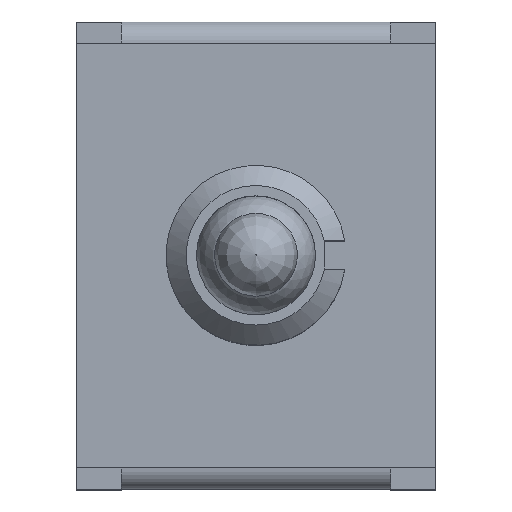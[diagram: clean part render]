
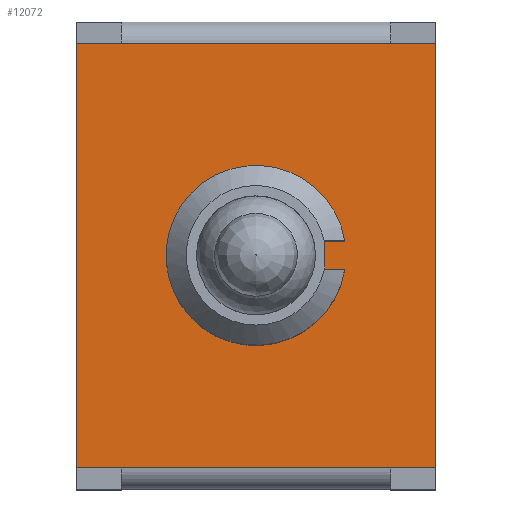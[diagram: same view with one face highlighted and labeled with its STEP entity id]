
A CAD part, top view. The second image highlights one B-rep face of the part: STEP entity #12072.
In plain terms, the highlighted planar face has unit normal (0, 0, 1).
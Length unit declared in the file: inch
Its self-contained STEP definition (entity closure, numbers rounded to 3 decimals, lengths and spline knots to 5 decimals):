
#160=CARTESIAN_POINT('',(0.09542,-0.02008,0.4189));
#161=VERTEX_POINT('',#160);
#162=CARTESIAN_POINT('',(0.12338,-0.02008,0.4189));
#163=VERTEX_POINT('',#162);
#164=CARTESIAN_POINT('',(0.09542,-0.02008,0.4189));
#165=DIRECTION('',(1.0,0.0,0.0));
#166=VECTOR('',#165,0.02795);
#167=LINE('',#164,#166);
#168=EDGE_CURVE('',#161,#163,#167,.T.);
#207=CARTESIAN_POINT('',(0.09542,0.02008,0.4189));
#208=VERTEX_POINT('',#207);
#209=CARTESIAN_POINT('',(0.09542,0.02008,0.4189));
#210=DIRECTION('',(0.0,-1.0,0.0));
#211=VECTOR('',#210,0.04016);
#212=LINE('',#209,#211);
#213=EDGE_CURVE('',#208,#161,#212,.T.);
#349=CARTESIAN_POINT('',(0.12338,0.02008,0.4189));
#350=VERTEX_POINT('',#349);
#351=CARTESIAN_POINT('',(0.12338,0.02008,0.4189));
#352=DIRECTION('',(-1.0,0.0,0.0));
#353=VECTOR('',#352,0.02795);
#354=LINE('',#351,#353);
#355=EDGE_CURVE('',#350,#208,#354,.T.);
#373=CARTESIAN_POINT('',(0.,0.,0.4189));
#374=DIRECTION('',(0.0,0.0,-1.0));
#375=DIRECTION('',(0.987,0.161,0.0));
#376=AXIS2_PLACEMENT_3D('',#373,#374,#375);
#377=CIRCLE('',#376,0.125);
#378=EDGE_CURVE('',#163,#350,#377,.T.);
#10085=CARTESIAN_POINT('',(-0.18701,-0.29508,0.4189));
#10086=VERTEX_POINT('',#10085);
#10165=CARTESIAN_POINT('',(0.18701,-0.29508,0.4189));
#10166=VERTEX_POINT('',#10165);
#10174=CARTESIAN_POINT('',(0.18701,-0.29508,0.4189));
#10175=DIRECTION('',(-1.0,0.0,0.0));
#10176=VECTOR('',#10175,0.37402);
#10177=LINE('',#10174,#10176);
#10178=EDGE_CURVE('',#10166,#10086,#10177,.T.);
#10189=CARTESIAN_POINT('',(-0.18701,0.29508,0.4189));
#10190=VERTEX_POINT('',#10189);
#10198=CARTESIAN_POINT('',(0.18701,0.29508,0.4189));
#10199=VERTEX_POINT('',#10198);
#10200=CARTESIAN_POINT('',(0.18701,0.29508,0.4189));
#10201=DIRECTION('',(-1.0,0.0,0.0));
#10202=VECTOR('',#10201,0.37402);
#10203=LINE('',#10200,#10202);
#10204=EDGE_CURVE('',#10199,#10190,#10203,.T.);
#10493=CARTESIAN_POINT('',(0.25,0.29508,0.4189));
#10494=VERTEX_POINT('',#10493);
#10501=CARTESIAN_POINT('',(0.25,-0.29508,0.4189));
#10502=VERTEX_POINT('',#10501);
#10503=CARTESIAN_POINT('',(0.25,-0.29508,0.4189));
#10504=DIRECTION('',(0.0,1.0,0.0));
#10505=VECTOR('',#10504,0.59016);
#10506=LINE('',#10503,#10505);
#10507=EDGE_CURVE('',#10502,#10494,#10506,.T.);
#10531=CARTESIAN_POINT('',(0.18701,0.29508,0.4189));
#10532=DIRECTION('',(1.0,0.0,0.0));
#10533=VECTOR('',#10532,0.06299);
#10534=LINE('',#10531,#10533);
#10535=EDGE_CURVE('',#10199,#10494,#10534,.T.);
#10546=CARTESIAN_POINT('',(0.18701,-0.29508,0.4189));
#10547=DIRECTION('',(1.0,0.0,0.0));
#10548=VECTOR('',#10547,0.06299);
#10549=LINE('',#10546,#10548);
#10550=EDGE_CURVE('',#10166,#10502,#10549,.T.);
#10567=CARTESIAN_POINT('',(-0.25,0.29508,0.4189));
#10568=VERTEX_POINT('',#10567);
#10569=CARTESIAN_POINT('',(-0.25,-0.29508,0.4189));
#10570=VERTEX_POINT('',#10569);
#10571=CARTESIAN_POINT('',(-0.25,0.29508,0.4189));
#10572=DIRECTION('',(0.0,-1.0,0.0));
#10573=VECTOR('',#10572,0.59016);
#10574=LINE('',#10571,#10573);
#10575=EDGE_CURVE('',#10568,#10570,#10574,.T.);
#10599=CARTESIAN_POINT('',(-0.18701,0.29508,0.4189));
#10600=DIRECTION('',(-1.0,0.0,0.0));
#10601=VECTOR('',#10600,0.06299);
#10602=LINE('',#10599,#10601);
#10603=EDGE_CURVE('',#10190,#10568,#10602,.T.);
#10623=CARTESIAN_POINT('',(-0.18701,-0.29508,0.4189));
#10624=DIRECTION('',(-1.0,0.0,0.0));
#10625=VECTOR('',#10624,0.06299);
#10626=LINE('',#10623,#10625);
#10627=EDGE_CURVE('',#10086,#10570,#10626,.T.);
#12051=CARTESIAN_POINT('',(-0.275,-0.32459,0.4189));
#12052=DIRECTION('',(0.0,0.0,1.0));
#12053=DIRECTION('',(1.0,0.0,0.0));
#12054=AXIS2_PLACEMENT_3D('',#12051,#12052,#12053);
#12055=PLANE('',#12054);
#12056=ORIENTED_EDGE('',*,*,#10178,.F.);
#12057=ORIENTED_EDGE('',*,*,#10550,.T.);
#12058=ORIENTED_EDGE('',*,*,#10507,.T.);
#12059=ORIENTED_EDGE('',*,*,#10535,.F.);
#12060=ORIENTED_EDGE('',*,*,#10204,.T.);
#12061=ORIENTED_EDGE('',*,*,#10603,.T.);
#12062=ORIENTED_EDGE('',*,*,#10575,.T.);
#12063=ORIENTED_EDGE('',*,*,#10627,.F.);
#12064=EDGE_LOOP('',(#12056,#12057,#12058,#12059,#12060,#12061,#12062,#12063));
#12065=FACE_OUTER_BOUND('',#12064,.T.);
#12066=ORIENTED_EDGE('',*,*,#213,.T.);
#12067=ORIENTED_EDGE('',*,*,#168,.T.);
#12068=ORIENTED_EDGE('',*,*,#378,.T.);
#12069=ORIENTED_EDGE('',*,*,#355,.T.);
#12070=EDGE_LOOP('',(#12066,#12067,#12068,#12069));
#12071=FACE_BOUND('',#12070,.T.);
#12072=ADVANCED_FACE('',(#12065,#12071),#12055,.T.);
